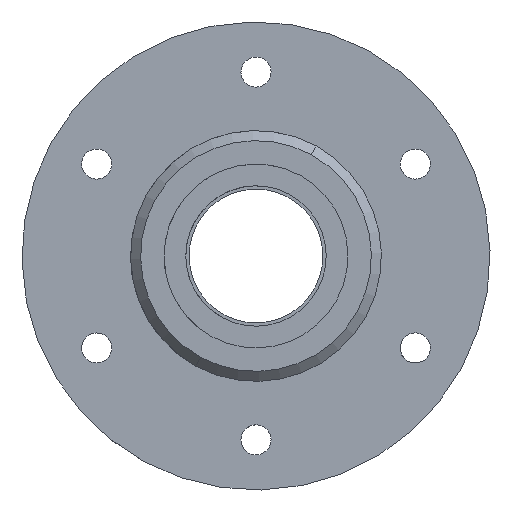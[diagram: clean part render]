
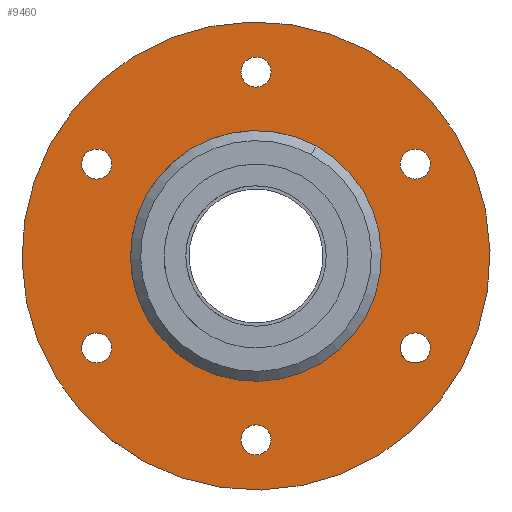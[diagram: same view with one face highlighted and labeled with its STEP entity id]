
A CAD part, front view. The second image highlights one B-rep face of the part: STEP entity #9460.
In plain terms, the highlighted planar face has unit normal (0, -1, 0).
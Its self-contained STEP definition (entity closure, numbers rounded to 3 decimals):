
#7690=CARTESIAN_POINT('',(33.56,49.3,61.431));
#7700=VERTEX_POINT('',#7690);
#7780=CARTESIAN_POINT('',(-33.56,49.3,-61.431));
#7790=VERTEX_POINT('',#7780);
#7820=CARTESIAN_POINT('',(0.,49.3,0.));
#7830=DIRECTION('',(0.,-1.,-0.));
#7840=DIRECTION('',(-0.479,0.,-0.878));
#7850=AXIS2_PLACEMENT_3D('',#7820,#7830,#7840);
#7860=CIRCLE('',#7850,70.);
#7870=EDGE_CURVE('',#7790,#7700,#7860,.T.);
#8150=CARTESIAN_POINT('',(0.,49.3,37.5));
#8160=DIRECTION('',(0.,1.,0.));
#8170=DIRECTION('',(1.,0.,0.));
#8180=AXIS2_PLACEMENT_3D('',#8150,#8160,#8170);
#8190=PLANE('',#8180);
#8200=EDGE_CURVE('',#7700,#7790,#7860,.T.);
#8210=ORIENTED_EDGE('',*,*,#8200,.T.);
#8220=ORIENTED_EDGE('',*,*,#7870,.T.);
#8230=EDGE_LOOP('',(#8220,#8210));
#8240=FACE_OUTER_BOUND('',#8230,.T.);
#8250=CARTESIAN_POINT('',(0.,49.3,0.));
#8260=DIRECTION('',(0.,1.,0.));
#8270=DIRECTION('',(-0.479,0.,-0.878));
#8280=AXIS2_PLACEMENT_3D('',#8250,#8260,#8270);
#8290=CIRCLE('',#8280,37.5);
#8300=CARTESIAN_POINT('',(17.978,49.3,32.909));
#8310=VERTEX_POINT('',#8300);
#8320=CARTESIAN_POINT('',(-17.978,49.3,-32.909));
#8330=VERTEX_POINT('',#8320);
#8340=EDGE_CURVE('',#8310,#8330,#8290,.T.);
#8350=ORIENTED_EDGE('',*,*,#8340,.T.);
#8360=CARTESIAN_POINT('',(-37.5,49.3,0.));
#8370=VERTEX_POINT('',#8360);
#8380=EDGE_CURVE('',#8370,#8310,#8290,.T.);
#8390=ORIENTED_EDGE('',*,*,#8380,.T.);
#8400=EDGE_CURVE('',#8330,#8370,#8290,.T.);
#8410=ORIENTED_EDGE('',*,*,#8400,.T.);
#8420=EDGE_LOOP('',(#8410,#8390,#8350));
#8430=FACE_BOUND('',#8420,.T.);
#8440=CARTESIAN_POINT('',(-47.631,49.3,27.5));
#8450=DIRECTION('',(0.,1.,0.));
#8460=DIRECTION('',(0.52,0.,-0.854));
#8470=AXIS2_PLACEMENT_3D('',#8440,#8450,#8460);
#8480=CIRCLE('',#8470,4.5);
#8490=CARTESIAN_POINT('',(-49.973,49.3,31.343));
#8500=VERTEX_POINT('',#8490);
#8510=CARTESIAN_POINT('',(-45.29,49.3,23.657));
#8520=VERTEX_POINT('',#8510);
#8530=EDGE_CURVE('',#8500,#8520,#8480,.T.);
#8540=ORIENTED_EDGE('',*,*,#8530,.T.);
#8550=EDGE_CURVE('',#8520,#8500,#8480,.T.);
#8560=ORIENTED_EDGE('',*,*,#8550,.T.);
#8570=EDGE_LOOP('',(#8560,#8540));
#8580=FACE_BOUND('',#8570,.T.);
#8590=CARTESIAN_POINT('',(0.,49.3,55.));
#8600=DIRECTION('',(0.,1.,0.));
#8610=DIRECTION('',(-0.479,0.,-0.878));
#8620=AXIS2_PLACEMENT_3D('',#8590,#8600,#8610);
#8630=CIRCLE('',#8620,4.5);
#8640=CARTESIAN_POINT('',(2.157,49.3,58.949));
#8650=VERTEX_POINT('',#8640);
#8660=CARTESIAN_POINT('',(-2.157,49.3,51.051));
#8670=VERTEX_POINT('',#8660);
#8680=EDGE_CURVE('',#8650,#8670,#8630,.T.);
#8690=ORIENTED_EDGE('',*,*,#8680,.T.);
#8700=EDGE_CURVE('',#8670,#8650,#8630,.T.);
#8710=ORIENTED_EDGE('',*,*,#8700,.T.);
#8720=EDGE_LOOP('',(#8710,#8690));
#8730=FACE_BOUND('',#8720,.T.);
#8740=CARTESIAN_POINT('',(47.631,49.3,27.5));
#8750=DIRECTION('',(0.,1.,0.));
#8760=DIRECTION('',(-1.,0.,-0.024));
#8770=AXIS2_PLACEMENT_3D('',#8740,#8750,#8760);
#8780=CIRCLE('',#8770,4.5);
#8790=CARTESIAN_POINT('',(52.13,49.3,27.606));
#8800=VERTEX_POINT('',#8790);
#8810=CARTESIAN_POINT('',(43.133,49.3,27.394));
#8820=VERTEX_POINT('',#8810);
#8830=EDGE_CURVE('',#8800,#8820,#8780,.T.);
#8840=ORIENTED_EDGE('',*,*,#8830,.T.);
#8850=EDGE_CURVE('',#8820,#8800,#8780,.T.);
#8860=ORIENTED_EDGE('',*,*,#8850,.T.);
#8870=EDGE_LOOP('',(#8860,#8840));
#8880=FACE_BOUND('',#8870,.T.);
#8890=CARTESIAN_POINT('',(47.631,49.3,-27.5));
#8900=DIRECTION('',(0.,1.,0.));
#8910=DIRECTION('',(-0.52,0.,0.854));
#8920=AXIS2_PLACEMENT_3D('',#8890,#8900,#8910);
#8930=CIRCLE('',#8920,4.5);
#8940=CARTESIAN_POINT('',(45.29,49.3,-23.657));
#8950=VERTEX_POINT('',#8940);
#8960=CARTESIAN_POINT('',(49.973,49.3,-31.343));
#8970=VERTEX_POINT('',#8960);
#8980=EDGE_CURVE('',#8950,#8970,#8930,.T.);
#8990=ORIENTED_EDGE('',*,*,#8980,.T.);
#9000=CARTESIAN_POINT('',(43.131,49.3,-27.5));
#9010=VERTEX_POINT('',#9000);
#9020=EDGE_CURVE('',#9010,#8950,#8930,.T.);
#9030=ORIENTED_EDGE('',*,*,#9020,.T.);
#9040=EDGE_CURVE('',#8970,#9010,#8930,.T.);
#9050=ORIENTED_EDGE('',*,*,#9040,.T.);
#9060=EDGE_LOOP('',(#9050,#9030,#8990));
#9070=FACE_BOUND('',#9060,.T.);
#9080=CARTESIAN_POINT('',(0.,49.3,-55.));
#9090=DIRECTION('',(-0.,1.,0.));
#9100=DIRECTION('',(0.479,0.,0.878));
#9110=AXIS2_PLACEMENT_3D('',#9080,#9090,#9100);
#9120=CIRCLE('',#9110,4.5);
#9130=CARTESIAN_POINT('',(2.157,49.3,-51.051));
#9140=VERTEX_POINT('',#9130);
#9150=CARTESIAN_POINT('',(-2.157,49.3,-58.949));
#9160=VERTEX_POINT('',#9150);
#9170=EDGE_CURVE('',#9140,#9160,#9120,.T.);
#9180=ORIENTED_EDGE('',*,*,#9170,.T.);
#9190=CARTESIAN_POINT('',(-4.5,49.3,-55.));
#9200=VERTEX_POINT('',#9190);
#9210=EDGE_CURVE('',#9200,#9140,#9120,.T.);
#9220=ORIENTED_EDGE('',*,*,#9210,.T.);
#9230=EDGE_CURVE('',#9160,#9200,#9120,.T.);
#9240=ORIENTED_EDGE('',*,*,#9230,.T.);
#9250=EDGE_LOOP('',(#9240,#9220,#9180));
#9260=FACE_BOUND('',#9250,.T.);
#9270=CARTESIAN_POINT('',(-47.631,49.3,-27.5));
#9280=DIRECTION('',(-0.,1.,0.));
#9290=DIRECTION('',(1.,0.,0.024));
#9300=AXIS2_PLACEMENT_3D('',#9270,#9280,#9290);
#9310=CIRCLE('',#9300,4.5);
#9320=CARTESIAN_POINT('',(-43.133,49.3,-27.394));
#9330=VERTEX_POINT('',#9320);
#9340=CARTESIAN_POINT('',(-52.13,49.3,-27.606));
#9350=VERTEX_POINT('',#9340);
#9360=EDGE_CURVE('',#9330,#9350,#9310,.T.);
#9370=ORIENTED_EDGE('',*,*,#9360,.T.);
#9380=CARTESIAN_POINT('',(-52.131,49.3,-27.5));
#9390=VERTEX_POINT('',#9380);
#9400=EDGE_CURVE('',#9390,#9330,#9310,.T.);
#9410=ORIENTED_EDGE('',*,*,#9400,.T.);
#9420=EDGE_CURVE('',#9350,#9390,#9310,.T.);
#9430=ORIENTED_EDGE('',*,*,#9420,.T.);
#9440=EDGE_LOOP('',(#9430,#9410,#9370));
#9450=FACE_BOUND('',#9440,.T.);
#9460=ADVANCED_FACE('',(#8240,#8430,#8580,#8730,#8880,#9070,#9260,#9450)
,#8190,.F.);
